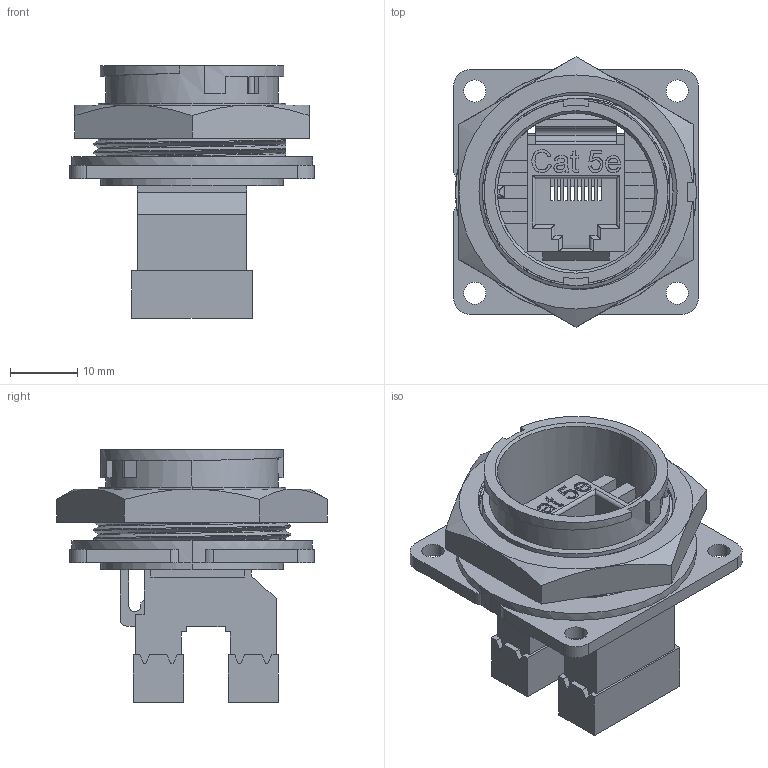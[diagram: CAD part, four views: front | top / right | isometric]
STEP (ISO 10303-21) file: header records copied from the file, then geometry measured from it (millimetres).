
FILE_DESCRIPTION (( 'STEP AP203' ), '1' );
FILE_NAME ('DCP-RJ5B-SD.STEP', '2015-03-24T14:03:16', ( '' ), ( '' ), 'SwSTEP 2.0', 'SolidWorks 2014', '' );
FILE_SCHEMA (( 'CONFIG_CONTROL_DESIGN' ));
Length unit declared in the file: inch
Products named in the file (1): DCP-RJ5B-SD
Bounding box: 36.53 x 40.33 x 37.69 mm (x, y, z)
Volume: 14216.1 mm3; surface area: 11683.5 mm2
Topology: 2 solids, 2 shells, 406 faces, 1179 edges, 767 vertices
Faces by surface type: plane 246, cylinder 77, bspline 75, cone 8
Entity records: 20503 total; most frequent: CARTESIAN_POINT 10395, ORIENTED_EDGE 2354, DIRECTION 1721, EDGE_CURVE 1177, VECTOR 819, LINE 819, VERTEX_POINT 767, AXIS2_PLACEMENT_3D 451
